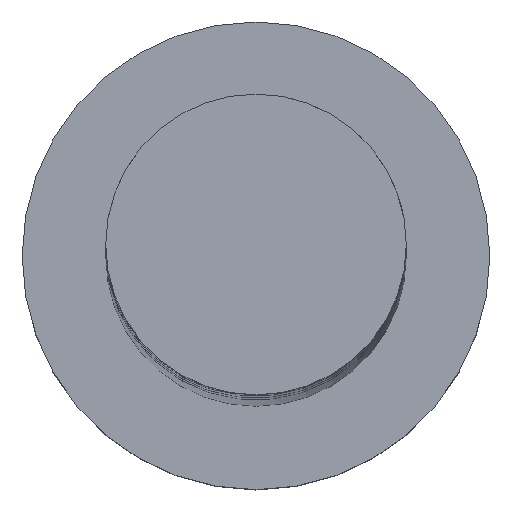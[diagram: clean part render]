
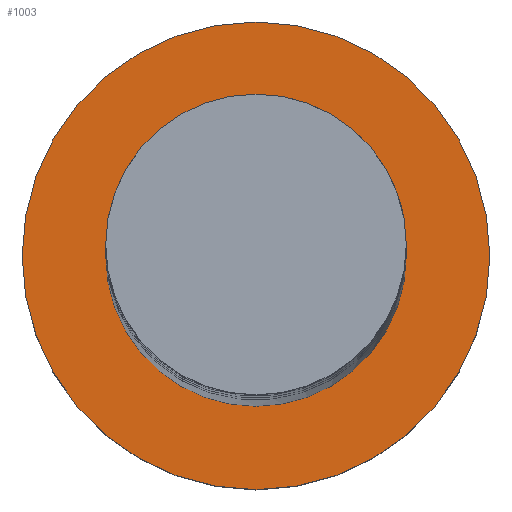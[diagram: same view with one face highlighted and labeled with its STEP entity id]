
A CAD part, top view. The second image highlights one B-rep face of the part: STEP entity #1003.
In plain terms, the highlighted planar face has unit normal (0, 0, 1).
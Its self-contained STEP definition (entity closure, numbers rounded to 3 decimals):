
#100 = EDGE_CURVE ( 'NONE', #1182, #836, #525, .T. ) ;
#102 = AXIS2_PLACEMENT_3D ( 'NONE', #233, #1695, #1324 ) ;
#133 = CIRCLE ( 'NONE', #357, 4.5 ) ;
#233 = CARTESIAN_POINT ( 'NONE',  ( 0., 0., 5. ) ) ;
#238 = ORIENTED_EDGE ( 'NONE', *, *, #554, .F. ) ;
#279 = DIRECTION ( 'NONE',  ( 1., 0., 0. ) ) ;
#290 = DIRECTION ( 'NONE',  ( 0., 0., 1. ) ) ;
#342 = ORIENTED_EDGE ( 'NONE', *, *, #100, .T. ) ;
#357 = AXIS2_PLACEMENT_3D ( 'NONE', #992, #290, #830 ) ;
#410 = VERTEX_POINT ( 'NONE', #964 ) ;
#525 = CIRCLE ( 'NONE', #102, 7. ) ;
#549 = CARTESIAN_POINT ( 'NONE',  ( 0., 0., 5. ) ) ;
#554 = EDGE_CURVE ( 'NONE', #410, #1596, #133, .T. ) ;
#618 = AXIS2_PLACEMENT_3D ( 'NONE', #1082, #1728, #923 ) ;
#719 = DIRECTION ( 'NONE',  ( 0., 0., 1. ) ) ;
#795 = EDGE_LOOP ( 'NONE', ( #342, #1509 ) ) ;
#830 = DIRECTION ( 'NONE',  ( 1., 0., 0. ) ) ;
#836 = VERTEX_POINT ( 'NONE', #1377 ) ;
#841 = AXIS2_PLACEMENT_3D ( 'NONE', #549, #719, #1095 ) ;
#863 = FACE_BOUND ( 'NONE', #1180, .T. ) ;
#923 = DIRECTION ( 'NONE',  ( 1., 0., 0. ) ) ;
#927 = CIRCLE ( 'NONE', #841, 7. ) ;
#964 = CARTESIAN_POINT ( 'NONE',  ( 4.5, 0., 5. ) ) ;
#992 = CARTESIAN_POINT ( 'NONE',  ( 0., 0., 5. ) ) ;
#1003 = ADVANCED_FACE ( 'NONE', ( #863, #1615 ), #1054, .T. ) ;
#1054 = PLANE ( 'NONE',  #618 ) ;
#1082 = CARTESIAN_POINT ( 'NONE',  ( 0., 0., 5. ) ) ;
#1095 = DIRECTION ( 'NONE',  ( 1., 0., 0. ) ) ;
#1180 = EDGE_LOOP ( 'NONE', ( #1692, #238 ) ) ;
#1182 = VERTEX_POINT ( 'NONE', #1319 ) ;
#1186 = AXIS2_PLACEMENT_3D ( 'NONE', #1659, #1241, #279 ) ;
#1241 = DIRECTION ( 'NONE',  ( 0., 0., 1. ) ) ;
#1319 = CARTESIAN_POINT ( 'NONE',  ( -7., 0., 5. ) ) ;
#1324 = DIRECTION ( 'NONE',  ( 1., 0., 0. ) ) ;
#1377 = CARTESIAN_POINT ( 'NONE',  ( 7., 0., 5. ) ) ;
#1446 = EDGE_CURVE ( 'NONE', #836, #1182, #927, .T. ) ;
#1508 = EDGE_CURVE ( 'NONE', #1596, #410, #1743, .T. ) ;
#1509 = ORIENTED_EDGE ( 'NONE', *, *, #1446, .T. ) ;
#1596 = VERTEX_POINT ( 'NONE', #1689 ) ;
#1615 = FACE_OUTER_BOUND ( 'NONE', #795, .T. ) ;
#1659 = CARTESIAN_POINT ( 'NONE',  ( 0., 0., 5. ) ) ;
#1689 = CARTESIAN_POINT ( 'NONE',  ( -4.5, 0., 5. ) ) ;
#1692 = ORIENTED_EDGE ( 'NONE', *, *, #1508, .F. ) ;
#1695 = DIRECTION ( 'NONE',  ( 0., 0., 1. ) ) ;
#1728 = DIRECTION ( 'NONE',  ( 0., 0., 1. ) ) ;
#1743 = CIRCLE ( 'NONE', #1186, 4.5 ) ;
